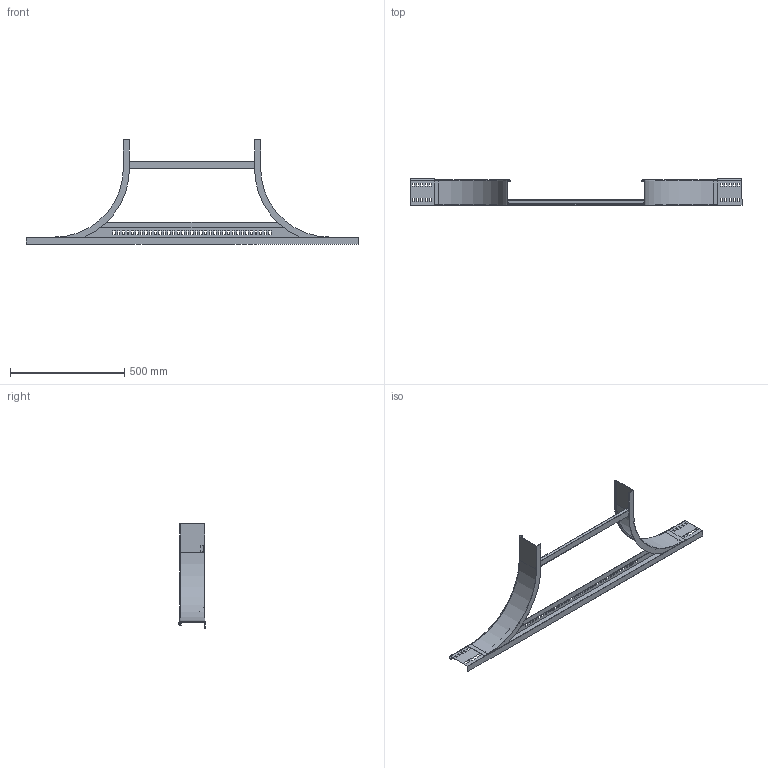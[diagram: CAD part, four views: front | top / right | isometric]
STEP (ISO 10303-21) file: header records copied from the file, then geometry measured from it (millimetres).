
FILE_DESCRIPTION (( 'STEP AP214' ), '1' );
FILE_NAME ('6225960.stp', '2017-03-27T09:46:08', ( '' ), ( '' ), 'SwSTEP 2.0', 'SolidWorks 2016', '' );
FILE_SCHEMA (( 'AUTOMOTIVE_DESIGN' ));
Length unit declared in the file: millimetre
Products named in the file (5): 6225960; 091261_Innenholm 110xR300 li; 087898_St》zprofil f〉 R300 NB600; 082108_L593; 091261_Innenholm 110xR300 re
Assembly tree (4 placements, depth 2):
  6225960
    091261_Innenholm 110xR300 re
    082108_L593
    087898_St》zprofil f〉 R300 NB600
    091261_Innenholm 110xR300 li
Bounding box: 1450 x 115 x 456.2 mm (x, y, z)
Volume: 778921.4 mm3; surface area: 800151.3 mm2
Topology: 4 solids, 4 shells, 430 faces, 1234 edges, 812 vertices
Faces by surface type: plane 314, cylinder 106, bspline 6, torus 4
Entity records: 15076 total; most frequent: CARTESIAN_POINT 3273, ORIENTED_EDGE 2468, DIRECTION 2284, EDGE_CURVE 1234, VECTOR 998, LINE 998, VERTEX_POINT 812, AXIS2_PLACEMENT_3D 643
